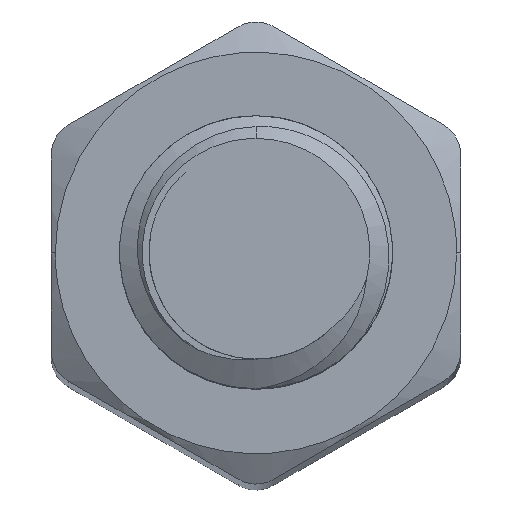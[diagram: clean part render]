
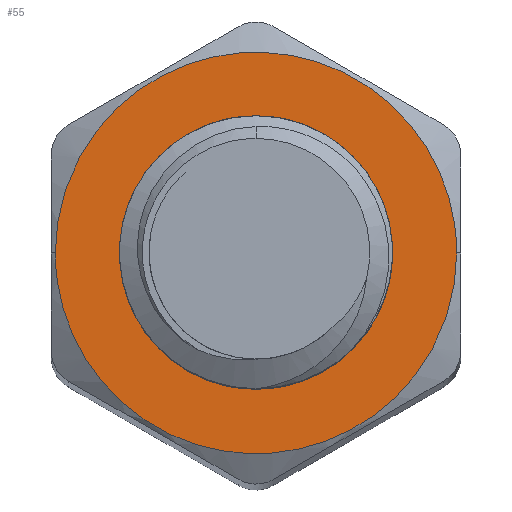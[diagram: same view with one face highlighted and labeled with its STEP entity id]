
A CAD part, top view. The second image highlights one B-rep face of the part: STEP entity #55.
In plain terms, the highlighted planar face has unit normal (0, 0, 1).
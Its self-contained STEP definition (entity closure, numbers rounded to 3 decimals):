
#24=FACE_BOUND('',#212,.T.);
#55=ADVANCED_FACE('',(#133,#24),#1229,.T.);
#133=FACE_OUTER_BOUND('',#211,.T.);
#211=EDGE_LOOP('',(#392,#393));
#212=EDGE_LOOP('',(#394,#395));
#392=ORIENTED_EDGE('',*,*,#743,.F.);
#393=ORIENTED_EDGE('',*,*,#746,.F.);
#394=ORIENTED_EDGE('',*,*,#759,.T.);
#395=ORIENTED_EDGE('',*,*,#680,.T.);
#680=EDGE_CURVE('',#1097,#1096,#992,.T.);
#743=EDGE_CURVE('',#1140,#1141,#1031,.T.);
#746=EDGE_CURVE('',#1141,#1140,#1032,.T.);
#759=EDGE_CURVE('',#1096,#1097,#1039,.T.);
#992=(
BOUNDED_CURVE()
B_SPLINE_CURVE(2,(#3656,#3657,#3658,#3659,#3660),.UNSPECIFIED.,.F.,.F.)
B_SPLINE_CURVE_WITH_KNOTS((3,2,3),(-4.478,-2.239,0.),
 .UNSPECIFIED.)
CURVE()
GEOMETRIC_REPRESENTATION_ITEM()
RATIONAL_B_SPLINE_CURVE((1.,0.707,1.,0.707,1.))
REPRESENTATION_ITEM('')
);
#1031=(
BOUNDED_CURVE()
B_SPLINE_CURVE(2,(#3989,#3990,#3991,#3992,#3993),.UNSPECIFIED.,.F.,.F.)
B_SPLINE_CURVE_WITH_KNOTS((3,2,3),(0.,3.464,6.927),
 .UNSPECIFIED.)
CURVE()
GEOMETRIC_REPRESENTATION_ITEM()
RATIONAL_B_SPLINE_CURVE((1.,0.707,1.,0.707,1.))
REPRESENTATION_ITEM('')
);
#1032=(
BOUNDED_CURVE()
B_SPLINE_CURVE(2,(#3998,#3999,#4000,#4001,#4002),.UNSPECIFIED.,.F.,.F.)
B_SPLINE_CURVE_WITH_KNOTS((3,2,3),(0.,3.464,6.927),
 .UNSPECIFIED.)
CURVE()
GEOMETRIC_REPRESENTATION_ITEM()
RATIONAL_B_SPLINE_CURVE((1.,0.707,1.,0.707,1.))
REPRESENTATION_ITEM('')
);
#1039=(
BOUNDED_CURVE()
B_SPLINE_CURVE(2,(#4066,#4067,#4068,#4069,#4070),.UNSPECIFIED.,.F.,.F.)
B_SPLINE_CURVE_WITH_KNOTS((3,2,3),(-4.478,-2.239,0.),
 .UNSPECIFIED.)
CURVE()
GEOMETRIC_REPRESENTATION_ITEM()
RATIONAL_B_SPLINE_CURVE((1.,0.707,1.,0.707,1.))
REPRESENTATION_ITEM('')
);
#1096=VERTEX_POINT('',#3516);
#1097=VERTEX_POINT('',#3517);
#1140=VERTEX_POINT('',#3560);
#1141=VERTEX_POINT('',#3561);
#1229=PLANE('',#1346);
#1346=AXIS2_PLACEMENT_3D('',#1748,#1403,$);
#1403=DIRECTION('',(0.,0.,1.));
#1748=CARTESIAN_POINT('',(22.646,17.354,38.));
#3516=CARTESIAN_POINT('',(20.,18.575,38.));
#3517=CARTESIAN_POINT('',(20.,21.425,38.));
#3560=CARTESIAN_POINT('',(22.205,20.,38.));
#3561=CARTESIAN_POINT('',(17.795,20.,38.));
#3656=CARTESIAN_POINT('',(20.,21.425,38.));
#3657=CARTESIAN_POINT('',(21.425,21.425,38.));
#3658=CARTESIAN_POINT('',(21.425,20.,38.));
#3659=CARTESIAN_POINT('',(21.425,18.575,38.));
#3660=CARTESIAN_POINT('',(20.,18.575,38.));
#3989=CARTESIAN_POINT('',(22.205,20.,38.));
#3990=CARTESIAN_POINT('',(22.205,17.795,38.));
#3991=CARTESIAN_POINT('',(20.,17.795,38.));
#3992=CARTESIAN_POINT('',(17.795,17.795,38.));
#3993=CARTESIAN_POINT('',(17.795,20.,38.));
#3998=CARTESIAN_POINT('',(17.795,20.,38.));
#3999=CARTESIAN_POINT('',(17.795,22.205,38.));
#4000=CARTESIAN_POINT('',(20.,22.205,38.));
#4001=CARTESIAN_POINT('',(22.205,22.205,38.));
#4002=CARTESIAN_POINT('',(22.205,20.,38.));
#4066=CARTESIAN_POINT('',(20.,18.575,38.));
#4067=CARTESIAN_POINT('',(18.575,18.575,38.));
#4068=CARTESIAN_POINT('',(18.575,20.,38.));
#4069=CARTESIAN_POINT('',(18.575,21.425,38.));
#4070=CARTESIAN_POINT('',(20.,21.425,38.));
